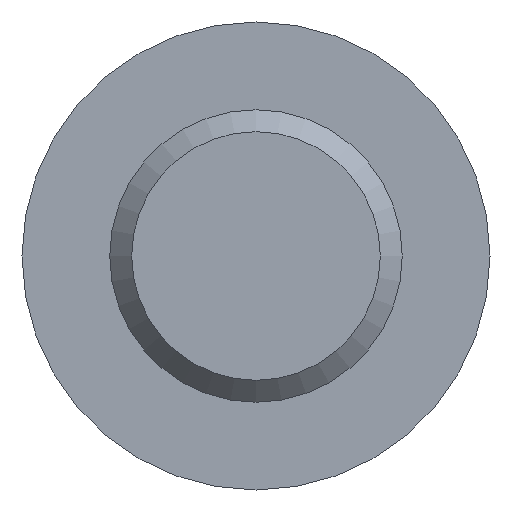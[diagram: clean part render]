
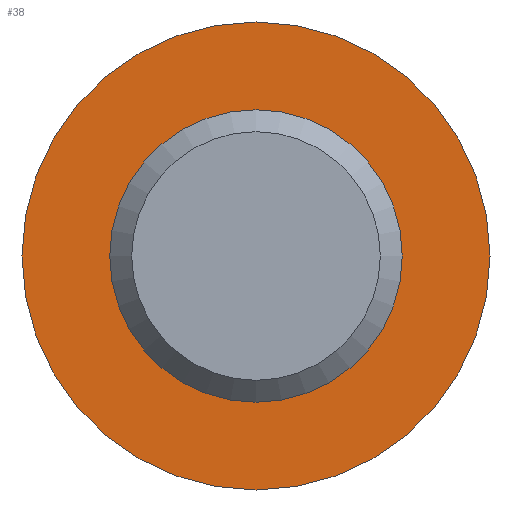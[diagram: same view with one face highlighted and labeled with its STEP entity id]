
A CAD part, front view. The second image highlights one B-rep face of the part: STEP entity #38.
In plain terms, the highlighted planar face has unit normal (0, -1, 0).
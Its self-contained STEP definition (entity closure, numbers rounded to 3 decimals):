
#20 = ORIENTED_EDGE ( 'NONE', *, *, #337, .T. ) ;
#38 = ADVANCED_FACE ( 'NONE', ( #523, #521 ), #94, .F. ) ;
#74 = CARTESIAN_POINT ( 'NONE',  ( 0., 35., 0. ) ) ;
#84 = DIRECTION ( 'NONE',  ( 0., 0., -1. ) ) ;
#86 = ORIENTED_EDGE ( 'NONE', *, *, #144, .F. ) ;
#94 = PLANE ( 'NONE',  #154 ) ;
#134 = VERTEX_POINT ( 'NONE', #494 ) ;
#144 = EDGE_CURVE ( 'NONE', #134, #134, #503, .T. ) ;
#152 = VERTEX_POINT ( 'NONE', #241 ) ;
#154 = AXIS2_PLACEMENT_3D ( 'NONE', #444, #479, #400 ) ;
#168 = CARTESIAN_POINT ( 'NONE',  ( 0., 35., 0. ) ) ;
#212 = AXIS2_PLACEMENT_3D ( 'NONE', #74, #246, #84 ) ;
#241 = CARTESIAN_POINT ( 'NONE',  ( 0., 35., -8. ) ) ;
#246 = DIRECTION ( 'NONE',  ( 0., -1., 0. ) ) ;
#337 = EDGE_CURVE ( 'NONE', #152, #152, #357, .T. ) ;
#355 = DIRECTION ( 'NONE',  ( 0., -1., 0. ) ) ;
#357 = CIRCLE ( 'NONE', #525, 8. ) ;
#390 = DIRECTION ( 'NONE',  ( 0., 0., -1. ) ) ;
#400 = DIRECTION ( 'NONE',  ( 0., 0., 1. ) ) ;
#405 = EDGE_LOOP ( 'NONE', ( #86 ) ) ;
#444 = CARTESIAN_POINT ( 'NONE',  ( -5., 35., 0. ) ) ;
#479 = DIRECTION ( 'NONE',  ( 0., 1., 0. ) ) ;
#486 = EDGE_LOOP ( 'NONE', ( #20 ) ) ;
#494 = CARTESIAN_POINT ( 'NONE',  ( 0., 35., -5. ) ) ;
#503 = CIRCLE ( 'NONE', #212, 5. ) ;
#521 = FACE_OUTER_BOUND ( 'NONE', #486, .T. ) ;
#523 = FACE_BOUND ( 'NONE', #405, .T. ) ;
#525 = AXIS2_PLACEMENT_3D ( 'NONE', #168, #355, #390 ) ;
